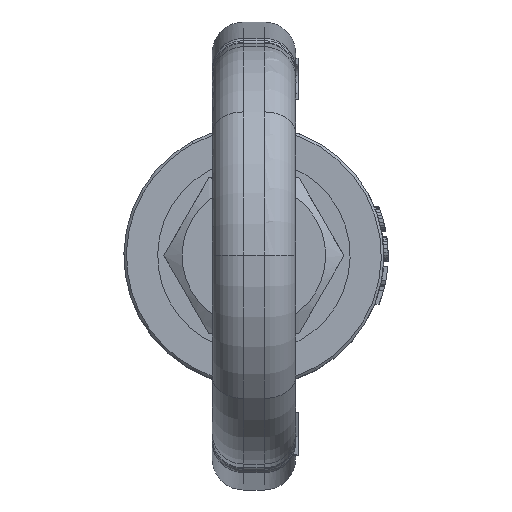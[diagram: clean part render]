
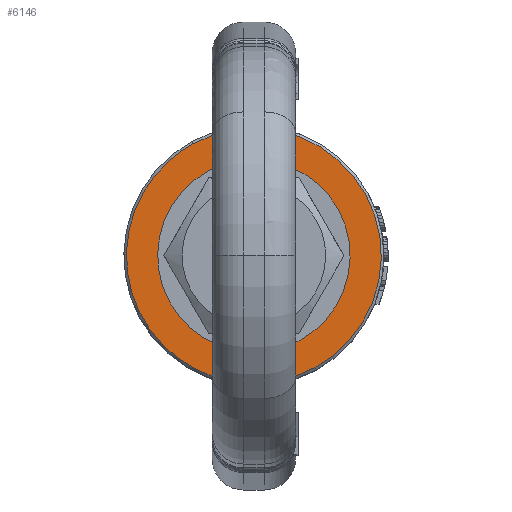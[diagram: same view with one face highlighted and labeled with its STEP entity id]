
A CAD part, top view. The second image highlights one B-rep face of the part: STEP entity #6146.
In plain terms, the highlighted planar face has unit normal (0, 0, 1).
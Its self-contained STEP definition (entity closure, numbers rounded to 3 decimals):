
#3171=CARTESIAN_POINT('Axis2P3D Location',(0.,0.,-38.5)) ;
#3175=CARTESIAN_POINT('Vertex',(11.746,-21.501,-38.5)) ;
#3177=CARTESIAN_POINT('Vertex',(-11.746,21.501,-38.5)) ;
#6093=CARTESIAN_POINT('Axis2P3D Location',(0.,-18.5,-38.5)) ;
#6099=CARTESIAN_POINT('Control Point',(11.746,-21.501,-38.5)) ;
#6100=CARTESIAN_POINT('Control Point',(9.618,-22.663,-38.5)) ;
#6101=CARTESIAN_POINT('Control Point',(7.346,-23.563,-38.5)) ;
#6102=CARTESIAN_POINT('Control Point',(4.974,-24.175,-38.5)) ;
#6103=CARTESIAN_POINT('Control Point',(0.127,-24.8,-38.5)) ;
#6104=CARTESIAN_POINT('Control Point',(-4.726,-24.225,-38.5)) ;
#6105=CARTESIAN_POINT('Control Point',(-7.104,-23.637,-38.5)) ;
#6106=CARTESIAN_POINT('Control Point',(-11.666,-21.885,-38.5)) ;
#6107=CARTESIAN_POINT('Control Point',(-15.663,-19.074,-38.5)) ;
#6108=CARTESIAN_POINT('Control Point',(-17.477,-17.427,-38.5)) ;
#6109=CARTESIAN_POINT('Control Point',(-20.66,-13.719,-38.5)) ;
#6110=CARTESIAN_POINT('Control Point',(-22.843,-9.347,-38.5)) ;
#6111=CARTESIAN_POINT('Control Point',(-23.657,-7.036,-38.5)) ;
#6112=CARTESIAN_POINT('Control Point',(-24.697,-2.261,-38.5)) ;
#6113=CARTESIAN_POINT('Control Point',(-24.541,2.623,-38.5)) ;
#6114=CARTESIAN_POINT('Control Point',(-24.16,5.043,-38.5)) ;
#6115=CARTESIAN_POINT('Control Point',(-22.808,9.739,-38.5)) ;
#6116=CARTESIAN_POINT('Control Point',(-20.352,13.963,-38.5)) ;
#6117=CARTESIAN_POINT('Control Point',(-18.867,15.912,-38.5)) ;
#6118=CARTESIAN_POINT('Control Point',(-16.561,18.265,-38.5)) ;
#6119=CARTESIAN_POINT('Control Point',(-13.915,20.191,-38.5)) ;
#6120=CARTESIAN_POINT('Control Point',(-13.211,20.659,-38.5)) ;
#6121=CARTESIAN_POINT('Control Point',(-12.487,21.096,-38.5)) ;
#6122=CARTESIAN_POINT('Control Point',(-11.746,21.501,-38.5)) ;
#6128=CARTESIAN_POINT('Axis2P3D Location',(0.,0.,-38.5)) ;
#6132=CARTESIAN_POINT('Vertex',(8.869,-16.235,-38.5)) ;
#6134=CARTESIAN_POINT('Vertex',(-8.869,16.235,-38.5)) ;
#6137=CARTESIAN_POINT('Axis2P3D Location',(0.,0.,-38.5)) ;
#3172=DIRECTION('Axis2P3D Direction',(0.,-0.,-1.)) ;
#6094=DIRECTION('Axis2P3D Direction',(0.,0.,1.)) ;
#6095=DIRECTION('Axis2P3D XDirection',(1.,0.,0.)) ;
#6129=DIRECTION('Axis2P3D Direction',(0.,0.,1.)) ;
#6138=DIRECTION('Axis2P3D Direction',(0.,0.,1.)) ;
#3173=AXIS2_PLACEMENT_3D('Circle Axis2P3D',#3171,#3172,$) ;
#6096=AXIS2_PLACEMENT_3D('Plane Axis2P3D',#6093,#6094,#6095) ;
#6130=AXIS2_PLACEMENT_3D('Circle Axis2P3D',#6128,#6129,$) ;
#6139=AXIS2_PLACEMENT_3D('Circle Axis2P3D',#6137,#6138,$) ;
#6125=ORIENTED_EDGE('',*,*,#6123,.T.) ;
#6126=ORIENTED_EDGE('',*,*,#3179,.T.) ;
#6143=ORIENTED_EDGE('',*,*,#6136,.F.) ;
#6144=ORIENTED_EDGE('',*,*,#6141,.F.) ;
#6145=FACE_BOUND('',#6142,.T.) ;
#6146=ADVANCED_FACE('\X2\672C9AD4\X0\.2',(#6127,#6145),#6097,.T.) ;
#6098=B_SPLINE_CURVE_WITH_KNOTS('',5,(#6099,#6100,#6101,#6102,#6103,#6104,#6105,#6106,#6107,#6108,#6109,#6110,#6111,#6112,#6113,#6114,#6115,#6116,#6117,#6118,#6119,#6120,#6121,#6122),.UNSPECIFIED.,.F.,.U.,(6,3,3,3,3,3,3,6),(0.,17.146,34.292,51.439,68.585,85.731,102.877,108.849),.UNSPECIFIED.) ;
#3174=CIRCLE('generated circle',#3173,24.5) ;
#6131=CIRCLE('generated circle',#6130,18.5) ;
#6140=CIRCLE('generated circle',#6139,18.5) ;
#3179=EDGE_CURVE('',#3176,#3178,#3174,.F.) ;
#6123=EDGE_CURVE('',#3178,#3176,#6098,.F.) ;
#6136=EDGE_CURVE('',#6133,#6135,#6131,.T.) ;
#6141=EDGE_CURVE('',#6135,#6133,#6140,.T.) ;
#6124=EDGE_LOOP('',(#6125,#6126)) ;
#6142=EDGE_LOOP('',(#6143,#6144)) ;
#6127=FACE_OUTER_BOUND('',#6124,.T.) ;
#6097=PLANE('',#6096) ;
#3176=VERTEX_POINT('',#3175) ;
#3178=VERTEX_POINT('',#3177) ;
#6133=VERTEX_POINT('',#6132) ;
#6135=VERTEX_POINT('',#6134) ;
